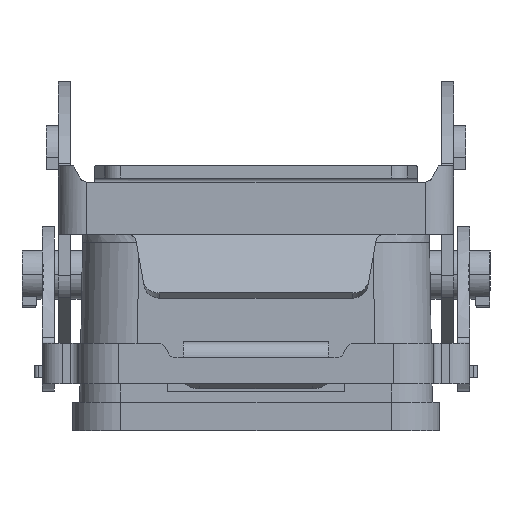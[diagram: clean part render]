
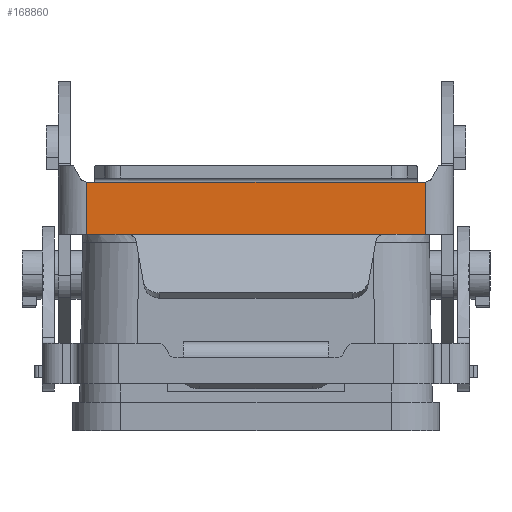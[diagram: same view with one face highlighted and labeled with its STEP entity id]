
A CAD part, left-side view. The second image highlights one B-rep face of the part: STEP entity #168860.
In plain terms, the highlighted face is planar.
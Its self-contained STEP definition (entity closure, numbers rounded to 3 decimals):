
#167570=CARTESIAN_POINT('',(60.786,138.306,
22.5));
#167580=VERTEX_POINT('',#167570);
#167860=CARTESIAN_POINT('',(65.947,138.306,
22.5));
#167870=VERTEX_POINT('',#167860);
#167900=CARTESIAN_POINT('',(21.947,138.306,22.5)
);
#167910=DIRECTION('',(1.,0.,0.));
#167920=VECTOR('',#167910,1.);
#167930=LINE('',#167900,#167920);
#167940=EDGE_CURVE('',#167580,#167870,#167930,.T.);
#168060=CARTESIAN_POINT('',(11.947,138.306,
12.143));
#168070=DIRECTION('',(0.,-1.,0.));
#168080=DIRECTION('',(0.,0.,1.));
#168090=AXIS2_PLACEMENT_3D('',#168060,#168070,#168080);
#168100=PLANE('',#168090);
#168110=CARTESIAN_POINT('',(21.947,138.306,22.5)
);
#168120=DIRECTION('',(-1.,0.,0.));
#168130=VECTOR('',#168120,1.);
#168140=LINE('',#168110,#168130);
#168150=CARTESIAN_POINT('',(29.108,138.306,
22.5));
#168160=VERTEX_POINT('',#168150);
#168170=EDGE_CURVE('',#167580,#168160,#168140,.T.);
#168180=ORIENTED_EDGE('',*,*,#168170,.T.);
#168190=ORIENTED_EDGE('',*,*,#167940,.F.);
#168200=CARTESIAN_POINT('',(65.947,138.306,
-29.53));
#168210=DIRECTION('',(0.,0.,1.));
#168220=VECTOR('',#168210,1.);
#168230=LINE('',#168200,#168220);
#168240=CARTESIAN_POINT('',(65.947,138.306,
29.003));
#168250=VERTEX_POINT('',#168240);
#168260=EDGE_CURVE('',#167870,#168250,#168230,.T.);
#168270=ORIENTED_EDGE('',*,*,#168260,.F.);
#168280=CARTESIAN_POINT('',(65.869,138.306,
30.));
#168290=DIRECTION('',(0.,1.,0.));
#168300=DIRECTION('',(0.,0.,-1.));
#168310=AXIS2_PLACEMENT_3D('',#168280,#168290,#168300);
#168320=CIRCLE('',#168310,1.);
#168330=CARTESIAN_POINT('',(65.869,138.306,
29.));
#168340=VERTEX_POINT('',#168330);
#168350=EDGE_CURVE('',#168250,#168340,#168320,.T.);
#168360=ORIENTED_EDGE('',*,*,#168350,.F.);
#168370=CARTESIAN_POINT('',(21.947,138.306,29.)
);
#168380=DIRECTION('',(-1.,0.,0.));
#168390=VECTOR('',#168380,1.);
#168400=LINE('',#168370,#168390);
#168410=CARTESIAN_POINT('',(64.947,138.306,
29.));
#168420=VERTEX_POINT('',#168410);
#168430=EDGE_CURVE('',#168340,#168420,#168400,.T.);
#168440=ORIENTED_EDGE('',*,*,#168430,.F.);
#168450=CARTESIAN_POINT('',(64.947,138.306,
29.));
#168460=DIRECTION('',(1.,0.,0.));
#168470=VECTOR('',#168460,1.);
#168480=LINE('',#168450,#168470);
#168490=CARTESIAN_POINT('',(24.947,138.306,
29.));
#168500=VERTEX_POINT('',#168490);
#168510=EDGE_CURVE('',#168500,#168420,#168480,.T.);
#168520=ORIENTED_EDGE('',*,*,#168510,.T.);
#168530=CARTESIAN_POINT('',(21.947,138.306,29.)
);
#168540=DIRECTION('',(-1.,0.,0.));
#168550=VECTOR('',#168540,1.);
#168560=LINE('',#168530,#168550);
#168570=CARTESIAN_POINT('',(24.024,138.306,
29.));
#168580=VERTEX_POINT('',#168570);
#168590=EDGE_CURVE('',#168500,#168580,#168560,.T.);
#168600=ORIENTED_EDGE('',*,*,#168590,.F.);
#168610=CARTESIAN_POINT('',(24.024,138.306,
30.));
#168620=DIRECTION('',(0.,1.,0.));
#168630=DIRECTION('',(0.,0.,-1.));
#168640=AXIS2_PLACEMENT_3D('',#168610,#168620,#168630);
#168650=CIRCLE('',#168640,1.);
#168660=CARTESIAN_POINT('',(23.947,138.306,
29.003));
#168670=VERTEX_POINT('',#168660);
#168680=EDGE_CURVE('',#168580,#168670,#168650,.T.);
#168690=ORIENTED_EDGE('',*,*,#168680,.F.);
#168700=CARTESIAN_POINT('',(23.947,138.306,
-29.53));
#168710=DIRECTION('',(0.,0.,1.));
#168720=VECTOR('',#168710,1.);
#168730=LINE('',#168700,#168720);
#168740=CARTESIAN_POINT('',(23.947,138.306,
22.5));
#168750=VERTEX_POINT('',#168740);
#168760=EDGE_CURVE('',#168750,#168670,#168730,.T.);
#168770=ORIENTED_EDGE('',*,*,#168760,.T.);
#168780=CARTESIAN_POINT('',(21.947,138.306,22.5)
);
#168790=DIRECTION('',(-1.,0.,0.));
#168800=VECTOR('',#168790,1.);
#168810=LINE('',#168780,#168800);
#168820=EDGE_CURVE('',#168160,#168750,#168810,.T.);
#168830=ORIENTED_EDGE('',*,*,#168820,.T.);
#168840=EDGE_LOOP('',(#168830,#168770,#168690,#168600,#168520,#168440,
#168360,#168270,#168190,#168180));
#168850=FACE_OUTER_BOUND('',#168840,.T.);
#168860=ADVANCED_FACE('',(#168850),#168100,.F.);
